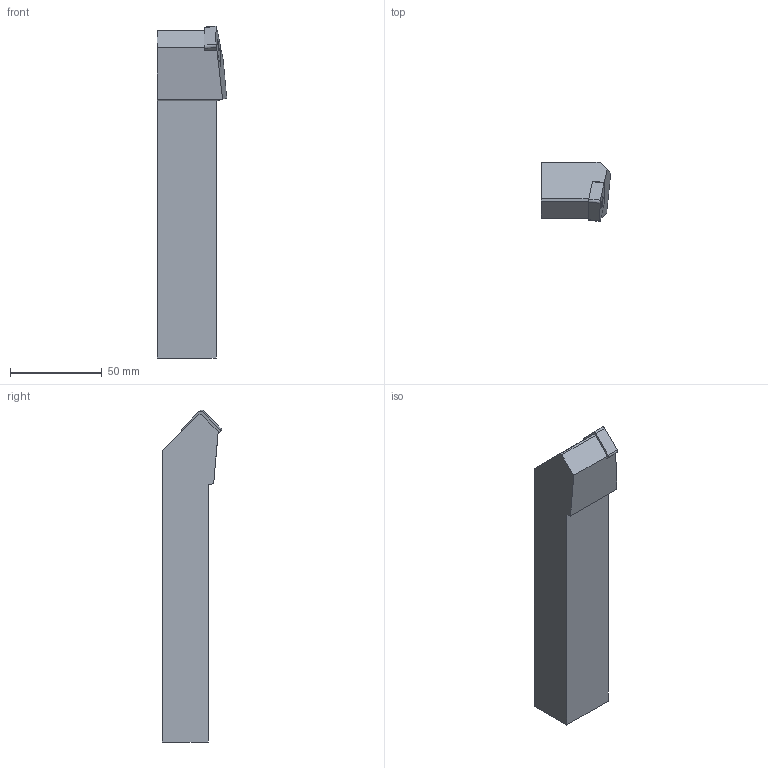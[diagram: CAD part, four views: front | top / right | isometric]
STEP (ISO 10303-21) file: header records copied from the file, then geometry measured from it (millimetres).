
FILE_DESCRIPTION(/* description */ (''),/* implementation_level */ '2;1');
FILE_NAME(/* name */ 'PSSNR3225P15.stp',/* time_stamp */ '2022-12-28T10:49:10+01:00',/* author */ (''),/* organization */ (''),/* preprocessor_version */ 'ST-DEVELOPER v16.7',/* originating_system */ 'SIEMENS PLM Software NX 12.0',/* authorisation */ '');
FILE_SCHEMA (('AUTOMOTIVE_DESIGN { 1 0 10303 214 3 1 1 1 }'));
Length unit declared in the file: millimetre
Products named in the file (1): kl62259CD3B7l9gl
Bounding box: 37.82 x 32.19 x 180.79 mm (x, y, z)
Volume: 142939.6 mm3; surface area: 22718.8 mm2
Topology: 2 solids, 2 shells, 28 faces, 71 edges, 47 vertices
Faces by surface type: plane 23, cylinder 5
Full cylindrical faces by diameter (mm): 6.4 x1
Entity records: 865 total; most frequent: CARTESIAN_POINT 144, ORIENTED_EDGE 138, DIRECTION 137, EDGE_CURVE 69, LINE 59, VECTOR 59, VERTEX_POINT 46, AXIS2_PLACEMENT_3D 39
